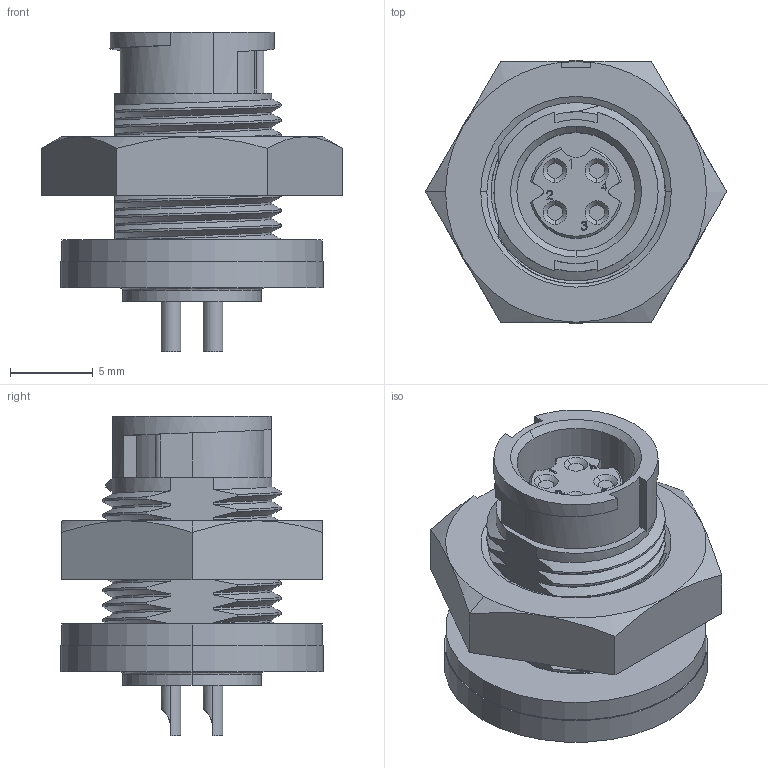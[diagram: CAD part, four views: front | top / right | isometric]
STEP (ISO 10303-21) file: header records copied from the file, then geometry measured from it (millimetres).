
FILE_DESCRIPTION (( 'STEP AP203' ), '1' );
FILE_NAME ('17882-4SG-3ES.STEP', '2014-08-18T14:41:40', ( '' ), ( '' ), 'SwSTEP 2.0', 'SolidWorks 2014', '' );
FILE_SCHEMA (( 'CONFIG_CONTROL_DESIGN' ));
Length unit declared in the file: millimetre
Products named in the file (1): 17882-4SG-3ES
Bounding box: 18.18 x 15.88 x 19.3 mm (x, y, z)
Volume: 1834.6 mm3; surface area: 2086.3 mm2
Topology: 2 solids, 10 shells, 257 faces, 643 edges, 424 vertices
Faces by surface type: plane 100, cylinder 87, bspline 46, cone 24
Entity records: 15625 total; most frequent: CARTESIAN_POINT 9892, ORIENTED_EDGE 1286, DIRECTION 1015, EDGE_CURVE 643, VERTEX_POINT 424, AXIS2_PLACEMENT_3D 356, VECTOR 303, LINE 303
